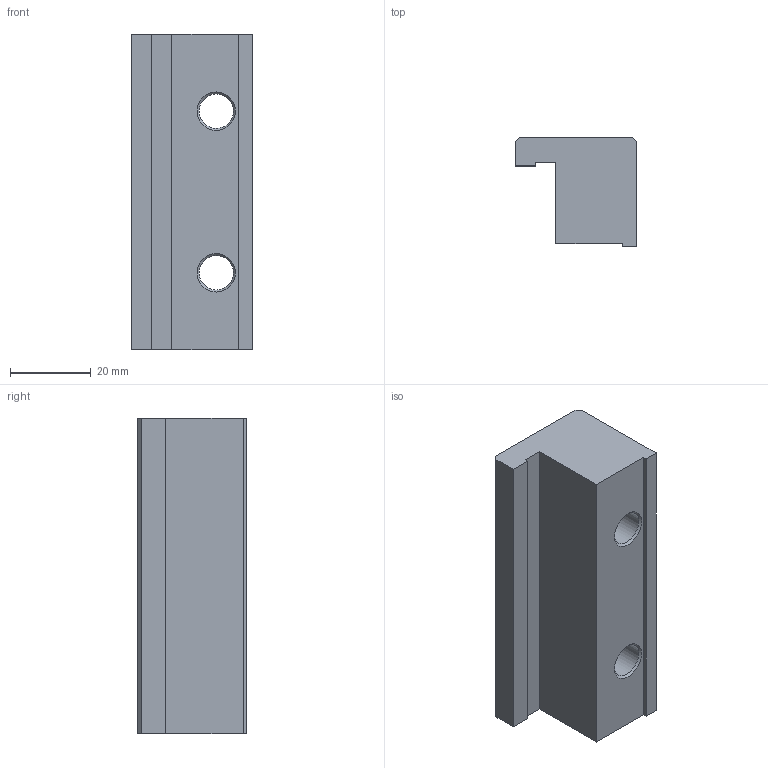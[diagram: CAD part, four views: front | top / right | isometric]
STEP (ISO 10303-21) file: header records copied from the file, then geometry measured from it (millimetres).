
FILE_DESCRIPTION(/* description */ (''),/* implementation_level */ '2;1');
FILE_NAME(/* name */ 'CAD_53049.stp',/* time_stamp */ '2016-04-09T08:32:33+02:00',/* author */ ('Hypex'),/* organization */ ('Hypex'),/* preprocessor_version */ 'ST-DEVELOPER v16.1',/* originating_system */ 'Autodesk Inventor 2016',/* authorisation */ '');
FILE_SCHEMA (('AUTOMOTIVE_DESIGN { 1 0 10303 214 3 1 1 }'));
Length unit declared in the file: millimetre
Products named in the file (1): CAD_53049
Bounding box: 30 x 27 x 78 mm (x, y, z)
Volume: 41016.3 mm3; surface area: 11617.5 mm2
Topology: 1 solids, 1 shells, 24 faces, 56 edges, 36 vertices
Faces by surface type: plane 16, cone 4, cylinder 4
Full cylindrical faces by diameter (mm): 8.5 x2, 15 x2
Entity records: 672 total; most frequent: DIRECTION 110, CARTESIAN_POINT 109, ORIENTED_EDGE 96, EDGE_CURVE 48, EDGE_LOOP 38, AXIS2_PLACEMENT_3D 37, LINE 36, VECTOR 36
